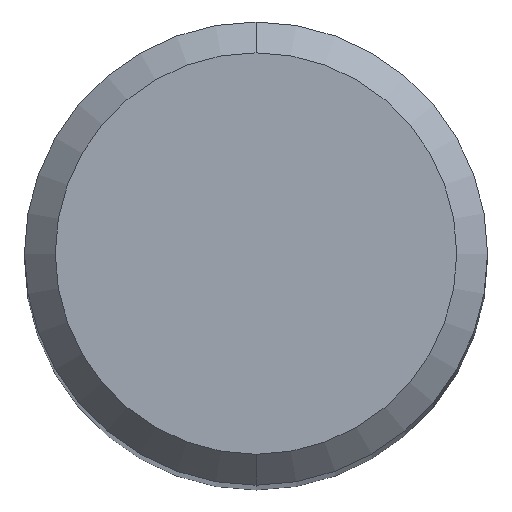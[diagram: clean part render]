
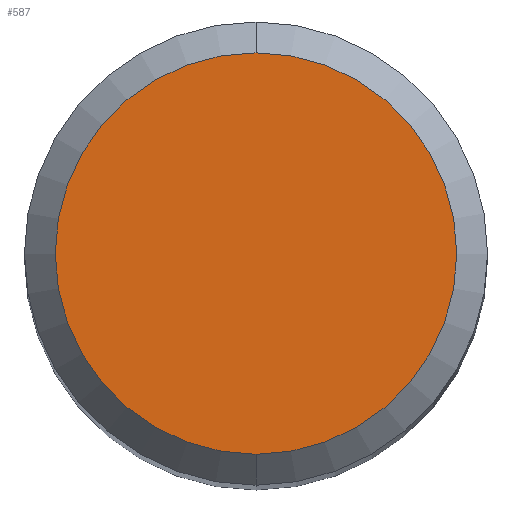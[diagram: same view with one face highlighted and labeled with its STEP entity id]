
A CAD part, top view. The second image highlights one B-rep face of the part: STEP entity #587.
In plain terms, the highlighted planar face has unit normal (0, 0, 1).
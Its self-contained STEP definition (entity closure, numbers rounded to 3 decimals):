
#447=EDGE_CURVE('',#501,#947,#1160,.T.);
#501=VERTEX_POINT('',#1216);
#587=ADVANCED_FACE('',(#1310),#1311,.T.);
#757=EDGE_CURVE('',#947,#501,#1499,.T.);
#947=VERTEX_POINT('',#1707);
#1160=CIRCLE('',#2253,2.6);
#1216=CARTESIAN_POINT('',(0.,-2.6,0.0));
#1310=FACE_OUTER_BOUND('',#2629,.T.);
#1311=PLANE('',#2630);
#1499=CIRCLE('',#3307,2.6);
#1707=CARTESIAN_POINT('',(0.0,2.6,0.0));
#2253=AXIS2_PLACEMENT_3D('',#5109,#5110,#5111);
#2629=EDGE_LOOP('',(#5292,#5293));
#2630=AXIS2_PLACEMENT_3D('',#5294,#5295,#5296);
#3307=AXIS2_PLACEMENT_3D('',#5524,#5525,#5526);
#5109=CARTESIAN_POINT('',(0.0,0.0,0.0));
#5110=DIRECTION('',(0.0,0.0,-1.0));
#5111=DIRECTION('',(0.0,1.0,0.0));
#5292=ORIENTED_EDGE('',*,*,#757,.F.);
#5293=ORIENTED_EDGE('',*,*,#447,.F.);
#5294=CARTESIAN_POINT('',(0.0,1.3,0.0));
#5295=DIRECTION('',(-0.0,0.0,1.0));
#5296=DIRECTION('',(0.0,-1.0,0.0));
#5524=CARTESIAN_POINT('',(0.0,0.0,0.0));
#5525=DIRECTION('',(0.0,0.0,-1.0));
#5526=DIRECTION('',(0.0,1.0,0.0));
